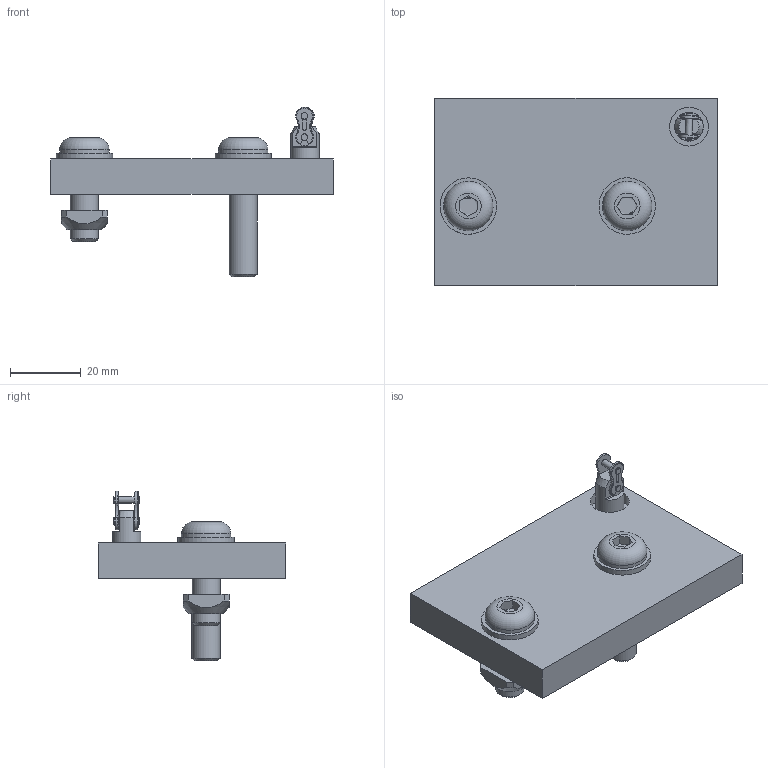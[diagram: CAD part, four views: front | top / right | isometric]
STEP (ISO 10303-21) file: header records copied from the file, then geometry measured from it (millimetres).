
FILE_DESCRIPTION(/* description */ ('Kettenklemmung 4 li/re'),/* implementation_level */ '2;1');
FILE_NAME(/* name */ '211983-0.step',/* time_stamp */ '2021-08-27T13:48:44+02:00',/* author */ ('MuellerJ'),/* organization */ (''),/* preprocessor_version */ 'ST-DEVELOPER v18.1',/* originating_system */ 'Autodesk Inventor 2021',/* authorisation */ '');
FILE_SCHEMA (('AUTOMOTIVE_DESIGN { 1 0 10303 214 3 1 1 }'));
Length unit declared in the file: millimetre
Products named in the file (8): leer; 21-1983-1FZ.000; 21-1711-2FZ.002; leer_1; 21-1189-1FZ.001; leer_2; leer_3; 21-1351-0FZ.004
Assembly tree (8 placements, depth 2):
  leer
    21-1983-1FZ.000
    21-1711-2FZ.002
    leer_1
    21-1189-1FZ.001
    leer_2
    leer_3  x2
    21-1351-0FZ.004
Bounding box: 80 x 53 x 48.1 mm (x, y, z)
Volume: 46457.5 mm3; surface area: 16383.2 mm2
Topology: 8 solids, 8 shells, 125 faces, 293 edges, 195 vertices
Faces by surface type: plane 67, cylinder 45, cone 8, torus 5
Full cylindrical faces by diameter (mm): 1.85 x6, 2 x1, 8 x4, 8.2 x1, 8.4 x2, 8.5 x2, 10 x1, 11 x2, 14 x2, 16 x2
Entity records: 3888 total; most frequent: CARTESIAN_POINT 703, DIRECTION 645, ORIENTED_EDGE 570, EDGE_CURVE 285, AXIS2_PLACEMENT_3D 254, VERTEX_POINT 191, EDGE_LOOP 148, LINE 137
